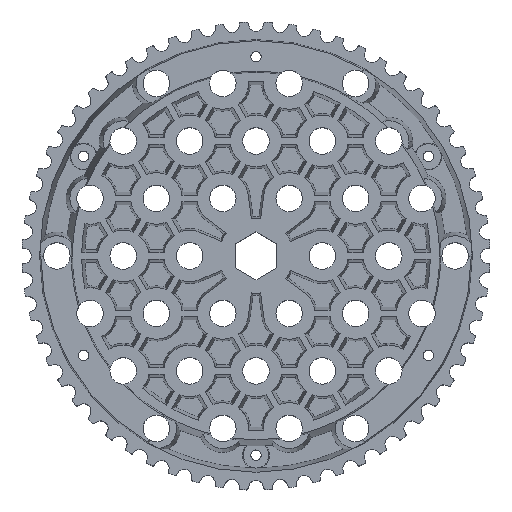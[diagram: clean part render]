
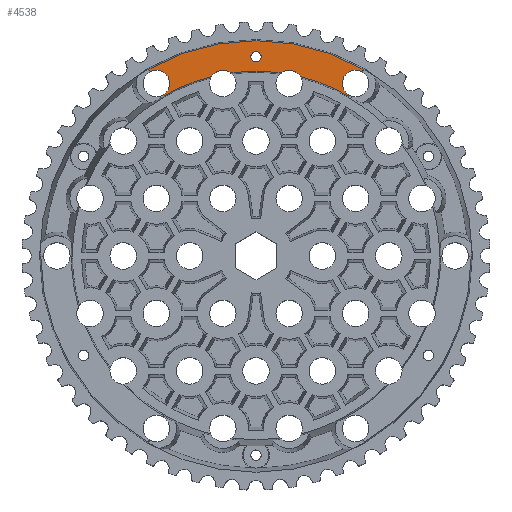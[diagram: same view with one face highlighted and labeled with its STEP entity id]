
A CAD part, top view. The second image highlights one B-rep face of the part: STEP entity #4538.
In plain terms, the highlighted planar face has unit normal (0, 0, 1).
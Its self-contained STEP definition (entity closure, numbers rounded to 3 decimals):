
#240 = DIRECTION ( 'NONE',  ( 0.5, 0.866, 0. ) ) ;
#588 = ORIENTED_EDGE ( 'NONE', *, *, #28797, .T. ) ;
#905 = CARTESIAN_POINT ( 'NONE',  ( -13.6, -49.444, 11.7 ) ) ;
#1404 = CARTESIAN_POINT ( 'NONE',  ( -5.5, -7.863, 11.7 ) ) ;
#1797 = CARTESIAN_POINT ( 'NONE',  ( -1.5, -4.648, 11.7 ) ) ;
#3003 = CARTESIAN_POINT ( 'NONE',  ( 9.631, -9.207, 11.7 ) ) ;
#3053 = CARTESIAN_POINT ( 'NONE',  ( -14.4, -6.142, 11.7 ) ) ;
#3099 = AXIS2_PLACEMENT_3D ( 'NONE', #33229, #3889, #240 ) ;
#3889 = DIRECTION ( 'NONE',  ( 0., 0., 1. ) ) ;
#3974 = CARTESIAN_POINT ( 'NONE',  ( -1.5, -4.648, 11.7 ) ) ;
#4102 = AXIS2_PLACEMENT_3D ( 'NONE', #31820, #43392, #36002 ) ;
#4159 = LINE ( 'NONE', #30896, #40623 ) ;
#4538 = ADVANCED_FACE ( 'NONE', ( #43342, #46205 ), #40187, .T. ) ;
#4809 = AXIS2_PLACEMENT_3D ( 'NONE', #1797, #38386, #38074 ) ;
#5123 = VECTOR ( 'NONE', #25617, 1000. ) ;
#5378 = EDGE_CURVE ( 'NONE', #45309, #35996, #41048, .T. ) ;
#5944 = EDGE_LOOP ( 'NONE', ( #25817, #21349, #38736, #14132, #8774, #17473, #28275, #35745, #23569, #45669, #22860, #29297, #588, #32533 ) ) ;
#6084 = DIRECTION ( 'NONE',  ( 0., 0., 1. ) ) ;
#6577 = CARTESIAN_POINT ( 'NONE',  ( -6.874, -7.044, 11.7 ) ) ;
#7134 = DIRECTION ( 'NONE',  ( -1., 0., 0. ) ) ;
#7222 = VERTEX_POINT ( 'NONE', #33929 ) ;
#7237 = CIRCLE ( 'NONE', #8446, 1.6 ) ;
#7602 = DIRECTION ( 'NONE',  ( 0.5, 0.866, 0. ) ) ;
#8158 = DIRECTION ( 'NONE',  ( 0.5, -0.866, 0. ) ) ;
#8418 = CARTESIAN_POINT ( 'NONE',  ( 11.4, -6.142, 11.7 ) ) ;
#8446 = AXIS2_PLACEMENT_3D ( 'NONE', #1404, #30574, #8672 ) ;
#8672 = DIRECTION ( 'NONE',  ( 0.5, -0.866, 0. ) ) ;
#8774 = ORIENTED_EDGE ( 'NONE', *, *, #10857, .F. ) ;
#8863 = CIRCLE ( 'NONE', #31990, 22.262 ) ;
#8909 = AXIS2_PLACEMENT_3D ( 'NONE', #31512, #45951, #42452 ) ;
#9145 = EDGE_CURVE ( 'NONE', #38291, #17114, #21498, .T. ) ;
#10753 = CARTESIAN_POINT ( 'NONE',  ( -1.5, -28.648, 11.7 ) ) ;
#10857 = EDGE_CURVE ( 'NONE', #26828, #34066, #8863, .T. ) ;
#11308 = CARTESIAN_POINT ( 'NONE',  ( 2.5, -7.863, 11.7 ) ) ;
#11379 = AXIS2_PLACEMENT_3D ( 'NONE', #45203, #37550, #44892 ) ;
#11573 = CARTESIAN_POINT ( 'NONE',  ( 9.561, -9.328, 11.7 ) ) ;
#11616 = EDGE_CURVE ( 'NONE', #13302, #16060, #14416, .T. ) ;
#11806 = CARTESIAN_POINT ( 'NONE',  ( -12.561, -9.328, 11.7 ) ) ;
#13302 = VERTEX_POINT ( 'NONE', #16684 ) ;
#13489 = CARTESIAN_POINT ( 'NONE',  ( -13.5, -7.863, 11.7 ) ) ;
#14003 = AXIS2_PLACEMENT_3D ( 'NONE', #10753, #17919, #21063 ) ;
#14024 = CIRCLE ( 'NONE', #40769, 1.6 ) ;
#14132 = ORIENTED_EDGE ( 'NONE', *, *, #42562, .F. ) ;
#14150 = ORIENTED_EDGE ( 'NONE', *, *, #37558, .T. ) ;
#14172 = VERTEX_POINT ( 'NONE', #34389 ) ;
#14305 = CARTESIAN_POINT ( 'NONE',  ( -2.125, -4.648, 11.7 ) ) ;
#14406 = DIRECTION ( 'NONE',  ( 0., 0., -1. ) ) ;
#14416 = LINE ( 'NONE', #33057, #37877 ) ;
#15967 = EDGE_CURVE ( 'NONE', #21455, #39964, #20440, .T. ) ;
#16060 = VERTEX_POINT ( 'NONE', #11806 ) ;
#16506 = DIRECTION ( 'NONE',  ( 1., 0., 0. ) ) ;
#16684 = CARTESIAN_POINT ( 'NONE',  ( -12.631, -9.207, 11.7 ) ) ;
#17114 = VERTEX_POINT ( 'NONE', #23107 ) ;
#17473 = ORIENTED_EDGE ( 'NONE', *, *, #41946, .F. ) ;
#17623 = AXIS2_PLACEMENT_3D ( 'NONE', #29354, #25367, #7602 ) ;
#17836 = DIRECTION ( 'NONE',  ( 1., 0., 0. ) ) ;
#17919 = DIRECTION ( 'NONE',  ( 0., 0., -1. ) ) ;
#18293 = VERTEX_POINT ( 'NONE', #3053 ) ;
#18774 = ORIENTED_EDGE ( 'NONE', *, *, #9145, .T. ) ;
#18784 = DIRECTION ( 'NONE',  ( 0., 0., 1. ) ) ;
#18953 = CARTESIAN_POINT ( 'NONE',  ( 11.229, -6.439, 11.7 ) ) ;
#19210 = EDGE_CURVE ( 'NONE', #21455, #14172, #23535, .T. ) ;
#19738 = CARTESIAN_POINT ( 'NONE',  ( -14.229, -6.439, 11.7 ) ) ;
#19939 = DIRECTION ( 'NONE',  ( 0.5, -0.866, 0. ) ) ;
#20440 = LINE ( 'NONE', #905, #5123 ) ;
#21063 = DIRECTION ( 'NONE',  ( 1., 0., 0. ) ) ;
#21349 = ORIENTED_EDGE ( 'NONE', *, *, #11616, .T. ) ;
#21455 = VERTEX_POINT ( 'NONE', #11573 ) ;
#21498 = CIRCLE ( 'NONE', #33476, 0.625 ) ;
#21789 = DIRECTION ( 'NONE',  ( 0.5, -0.866, 0. ) ) ;
#22032 = AXIS2_PLACEMENT_3D ( 'NONE', #13489, #43055, #35807 ) ;
#22383 = CARTESIAN_POINT ( 'NONE',  ( -4.528, -6.592, 11.7 ) ) ;
#22860 = ORIENTED_EDGE ( 'NONE', *, *, #46306, .T. ) ;
#23107 = CARTESIAN_POINT ( 'NONE',  ( -0.875, -4.648, 11.7 ) ) ;
#23535 = CIRCLE ( 'NONE', #23985, 22.262 ) ;
#23569 = ORIENTED_EDGE ( 'NONE', *, *, #31939, .F. ) ;
#23985 = AXIS2_PLACEMENT_3D ( 'NONE', #35166, #6084, #17836 ) ;
#25007 = CIRCLE ( 'NONE', #4102, 1.6 ) ;
#25367 = DIRECTION ( 'NONE',  ( 0., 0., 1. ) ) ;
#25617 = DIRECTION ( 'NONE',  ( 0.5, 0.866, 0. ) ) ;
#25817 = ORIENTED_EDGE ( 'NONE', *, *, #44247, .F. ) ;
#25846 = VECTOR ( 'NONE', #40066, 1000. ) ;
#26828 = VERTEX_POINT ( 'NONE', #29050 ) ;
#26929 = CIRCLE ( 'NONE', #4809, 0.625 ) ;
#28275 = ORIENTED_EDGE ( 'NONE', *, *, #19210, .F. ) ;
#28797 = EDGE_CURVE ( 'NONE', #18293, #35996, #4159, .T. ) ;
#29050 = CARTESIAN_POINT ( 'NONE',  ( 1.528, -6.592, 11.7 ) ) ;
#29297 = ORIENTED_EDGE ( 'NONE', *, *, #29374, .F. ) ;
#29354 = CARTESIAN_POINT ( 'NONE',  ( -13.5, -7.863, 11.7 ) ) ;
#29374 = EDGE_CURVE ( 'NONE', #18293, #45959, #37231, .T. ) ;
#30069 = EDGE_CURVE ( 'NONE', #33268, #16060, #45319, .T. ) ;
#30574 = DIRECTION ( 'NONE',  ( 0., 0., 1. ) ) ;
#30775 = CARTESIAN_POINT ( 'NONE',  ( -1.5, -28.648, 11.7 ) ) ;
#30896 = CARTESIAN_POINT ( 'NONE',  ( 11.35, -50.743, 11.7 ) ) ;
#31512 = CARTESIAN_POINT ( 'NONE',  ( -1.5, -28.648, 11.7 ) ) ;
#31820 = CARTESIAN_POINT ( 'NONE',  ( 10.5, -7.863, 11.7 ) ) ;
#31939 = EDGE_CURVE ( 'NONE', #7222, #39964, #40001, .T. ) ;
#31990 = AXIS2_PLACEMENT_3D ( 'NONE', #30775, #38648, #16506 ) ;
#32181 = CARTESIAN_POINT ( 'NONE',  ( -11.9, -7.863, 11.7 ) ) ;
#32351 = EDGE_CURVE ( 'NONE', #44486, #7222, #25007, .T. ) ;
#32533 = ORIENTED_EDGE ( 'NONE', *, *, #5378, .F. ) ;
#33057 = CARTESIAN_POINT ( 'NONE',  ( 11.35, -50.743, 11.7 ) ) ;
#33229 = CARTESIAN_POINT ( 'NONE',  ( -1.065, -25.808, 11.7 ) ) ;
#33268 = VERTEX_POINT ( 'NONE', #6577 ) ;
#33476 = AXIS2_PLACEMENT_3D ( 'NONE', #3974, #14406, #7134 ) ;
#33929 = CARTESIAN_POINT ( 'NONE',  ( 8.9, -7.863, 11.7 ) ) ;
#34066 = VERTEX_POINT ( 'NONE', #22383 ) ;
#34389 = CARTESIAN_POINT ( 'NONE',  ( 3.874, -7.044, 11.7 ) ) ;
#35166 = CARTESIAN_POINT ( 'NONE',  ( -1.5, -28.648, 11.7 ) ) ;
#35745 = ORIENTED_EDGE ( 'NONE', *, *, #15967, .T. ) ;
#35807 = DIRECTION ( 'NONE',  ( 0.5, 0.866, 0. ) ) ;
#35996 = VERTEX_POINT ( 'NONE', #19738 ) ;
#36002 = DIRECTION ( 'NONE',  ( 0.5, -0.866, 0. ) ) ;
#36363 = CARTESIAN_POINT ( 'NONE',  ( -13.6, -49.444, 11.7 ) ) ;
#36728 = LINE ( 'NONE', #36363, #25846 ) ;
#37231 = CIRCLE ( 'NONE', #14003, 25.941 ) ;
#37396 = EDGE_LOOP ( 'NONE', ( #18774, #14150 ) ) ;
#37550 = DIRECTION ( 'NONE',  ( 0., 0., 1. ) ) ;
#37558 = EDGE_CURVE ( 'NONE', #17114, #38291, #26929, .T. ) ;
#37877 = VECTOR ( 'NONE', #21789, 1000. ) ;
#38074 = DIRECTION ( 'NONE',  ( -1., 0., 0. ) ) ;
#38291 = VERTEX_POINT ( 'NONE', #14305 ) ;
#38386 = DIRECTION ( 'NONE',  ( 0., 0., -1. ) ) ;
#38648 = DIRECTION ( 'NONE',  ( 0., 0., 1. ) ) ;
#38736 = ORIENTED_EDGE ( 'NONE', *, *, #30069, .F. ) ;
#39964 = VERTEX_POINT ( 'NONE', #3003 ) ;
#40001 = CIRCLE ( 'NONE', #11379, 1.6 ) ;
#40066 = DIRECTION ( 'NONE',  ( 0.5, 0.866, 0. ) ) ;
#40187 = PLANE ( 'NONE',  #3099 ) ;
#40623 = VECTOR ( 'NONE', #19939, 1000. ) ;
#40769 = AXIS2_PLACEMENT_3D ( 'NONE', #11308, #18784, #8158 ) ;
#41048 = CIRCLE ( 'NONE', #22032, 1.6 ) ;
#41282 = CIRCLE ( 'NONE', #17623, 1.6 ) ;
#41946 = EDGE_CURVE ( 'NONE', #14172, #26828, #14024, .T. ) ;
#42452 = DIRECTION ( 'NONE',  ( 1., 0., 0. ) ) ;
#42562 = EDGE_CURVE ( 'NONE', #34066, #33268, #7237, .T. ) ;
#43055 = DIRECTION ( 'NONE',  ( 0., 0., 1. ) ) ;
#43342 = FACE_OUTER_BOUND ( 'NONE', #5944, .T. ) ;
#43392 = DIRECTION ( 'NONE',  ( 0., 0., 1. ) ) ;
#44247 = EDGE_CURVE ( 'NONE', #13302, #45309, #41282, .T. ) ;
#44486 = VERTEX_POINT ( 'NONE', #18953 ) ;
#44892 = DIRECTION ( 'NONE',  ( 0.5, -0.866, 0. ) ) ;
#45203 = CARTESIAN_POINT ( 'NONE',  ( 10.5, -7.863, 11.7 ) ) ;
#45309 = VERTEX_POINT ( 'NONE', #32181 ) ;
#45319 = CIRCLE ( 'NONE', #8909, 22.262 ) ;
#45669 = ORIENTED_EDGE ( 'NONE', *, *, #32351, .F. ) ;
#45951 = DIRECTION ( 'NONE',  ( 0., 0., 1. ) ) ;
#45959 = VERTEX_POINT ( 'NONE', #8418 ) ;
#46205 = FACE_BOUND ( 'NONE', #37396, .T. ) ;
#46306 = EDGE_CURVE ( 'NONE', #44486, #45959, #36728, .T. ) ;
